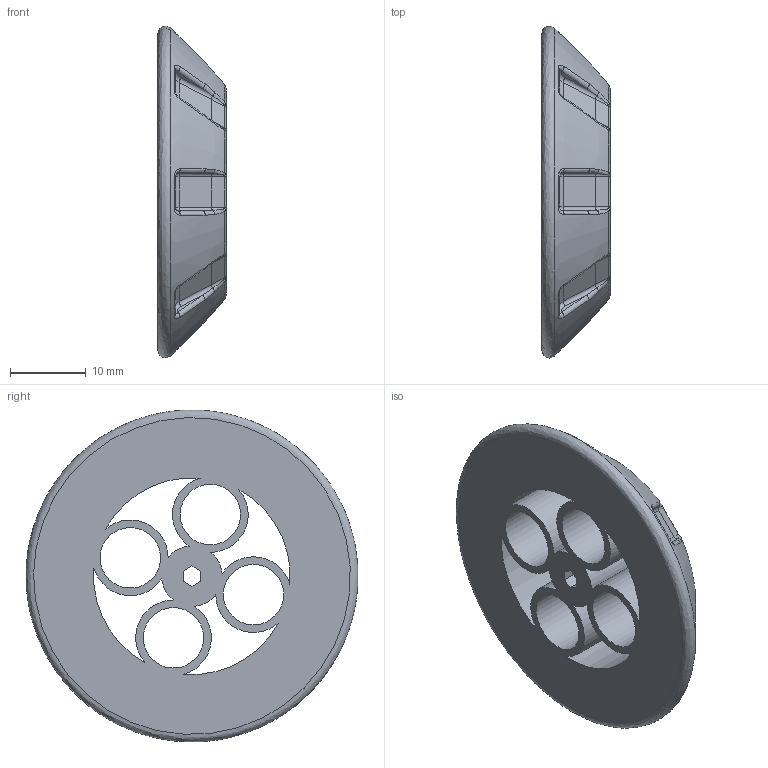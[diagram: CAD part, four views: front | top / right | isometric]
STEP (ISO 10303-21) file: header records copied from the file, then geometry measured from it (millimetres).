
FILE_DESCRIPTION(('FreeCAD Model'),'2;1');
FILE_NAME('Open CASCADE Shape Model','2025-05-03T19:12:17',(''),(''), 'Open CASCADE STEP processor 7.6','FreeCAD','Unknown');
FILE_SCHEMA(('AUTOMOTIVE_DESIGN { 1 0 10303 214 1 1 1 1 }'));
Length unit declared in the file: millimetre
Products named in the file (1): wheel
Bounding box: 9 x 43.88 x 43.88 mm (x, y, z)
Volume: 6363.1 mm3; surface area: 5318.7 mm2
Topology: 1 solids, 1 shells, 239 faces, 565 edges, 328 vertices
Faces by surface type: bspline 122, cylinder 60, plane 40, torus 16, revolution 1
Full cylindrical faces by diameter (mm): 8 x4
Entity records: 22845 total; most frequent: CARTESIAN_POINT 18843, ORIENTED_EDGE 1130, EDGE_CURVE 565, DIRECTION 549, VERTEX_POINT 328, FACE_BOUND 257, EDGE_LOOP 257, ADVANCED_FACE 239
